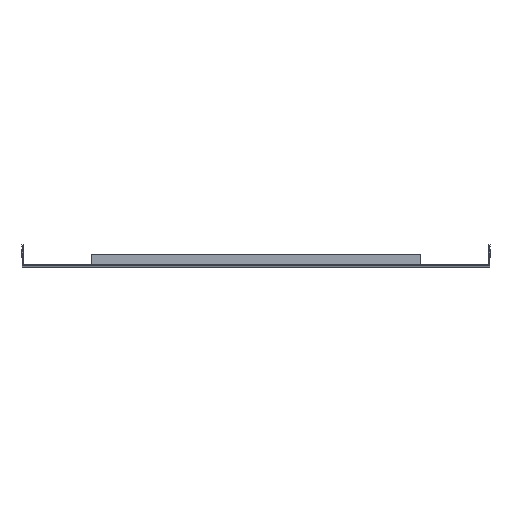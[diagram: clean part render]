
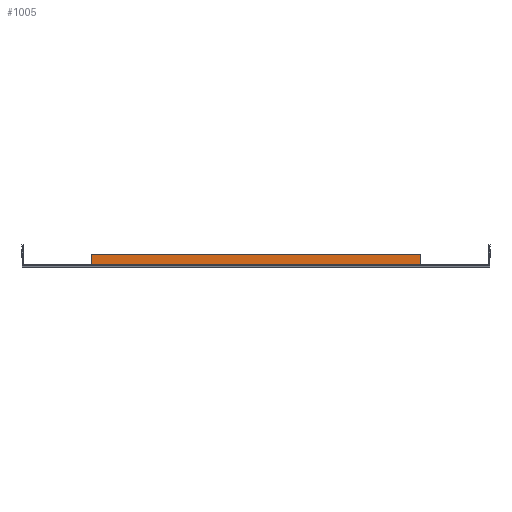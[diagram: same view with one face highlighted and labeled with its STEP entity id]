
A CAD part, top view. The second image highlights one B-rep face of the part: STEP entity #1005.
In plain terms, the highlighted planar face has unit normal (0, 0, 1).
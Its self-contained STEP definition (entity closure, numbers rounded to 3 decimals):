
#144 = VERTEX_POINT ( 'NONE', #2177 ) ;
#154 = LINE ( 'NONE', #1758, #1672 ) ;
#212 = ORIENTED_EDGE ( 'NONE', *, *, #1113, .T. ) ;
#213 = VECTOR ( 'NONE', #2218, 1000. ) ;
#232 = ORIENTED_EDGE ( 'NONE', *, *, #234, .T. ) ;
#234 = EDGE_CURVE ( 'NONE', #144, #2243, #785, .T. ) ;
#319 = PLANE ( 'NONE',  #669 ) ;
#342 = CARTESIAN_POINT ( 'NONE',  ( 245., 0., 844. ) ) ;
#444 = CARTESIAN_POINT ( 'NONE',  ( -245., -1.5, 844. ) ) ;
#475 = CARTESIAN_POINT ( 'NONE',  ( 245., -1.5, 844. ) ) ;
#538 = VERTEX_POINT ( 'NONE', #1365 ) ;
#556 = DIRECTION ( 'NONE',  ( 0., 1., 0. ) ) ;
#669 = AXIS2_PLACEMENT_3D ( 'NONE', #1931, #1126, #2551 ) ;
#785 = LINE ( 'NONE', #1575, #1838 ) ;
#1005 = ADVANCED_FACE ( 'NONE', ( #2126 ), #319, .T. ) ;
#1013 = ORIENTED_EDGE ( 'NONE', *, *, #1299, .T. ) ;
#1113 = EDGE_CURVE ( 'NONE', #538, #144, #2452, .T. ) ;
#1126 = DIRECTION ( 'NONE',  ( 0., 0., 1. ) ) ;
#1183 = VECTOR ( 'NONE', #556, 1000. ) ;
#1184 = DIRECTION ( 'NONE',  ( 1., 0., 0. ) ) ;
#1272 = VERTEX_POINT ( 'NONE', #475 ) ;
#1299 = EDGE_CURVE ( 'NONE', #2243, #1272, #154, .T. ) ;
#1365 = CARTESIAN_POINT ( 'NONE',  ( 245., 15., 844. ) ) ;
#1527 = ORIENTED_EDGE ( 'NONE', *, *, #1778, .T. ) ;
#1575 = CARTESIAN_POINT ( 'NONE',  ( -245., 0., 844. ) ) ;
#1672 = VECTOR ( 'NONE', #1184, 1000. ) ;
#1758 = CARTESIAN_POINT ( 'NONE',  ( 0., -1.5, 844. ) ) ;
#1763 = EDGE_LOOP ( 'NONE', ( #232, #1013, #1527, #212 ) ) ;
#1778 = EDGE_CURVE ( 'NONE', #1272, #538, #2176, .T. ) ;
#1838 = VECTOR ( 'NONE', #2383, 1000. ) ;
#1931 = CARTESIAN_POINT ( 'NONE',  ( 0., 0., 844. ) ) ;
#2126 = FACE_OUTER_BOUND ( 'NONE', #1763, .T. ) ;
#2176 = LINE ( 'NONE', #342, #1183 ) ;
#2177 = CARTESIAN_POINT ( 'NONE',  ( -245., 15., 844. ) ) ;
#2218 = DIRECTION ( 'NONE',  ( -1., 0., 0. ) ) ;
#2243 = VERTEX_POINT ( 'NONE', #444 ) ;
#2383 = DIRECTION ( 'NONE',  ( 0., -1., 0. ) ) ;
#2408 = CARTESIAN_POINT ( 'NONE',  ( 245., 15., 844. ) ) ;
#2452 = LINE ( 'NONE', #2408, #213 ) ;
#2551 = DIRECTION ( 'NONE',  ( 0., -1., 0. ) ) ;
